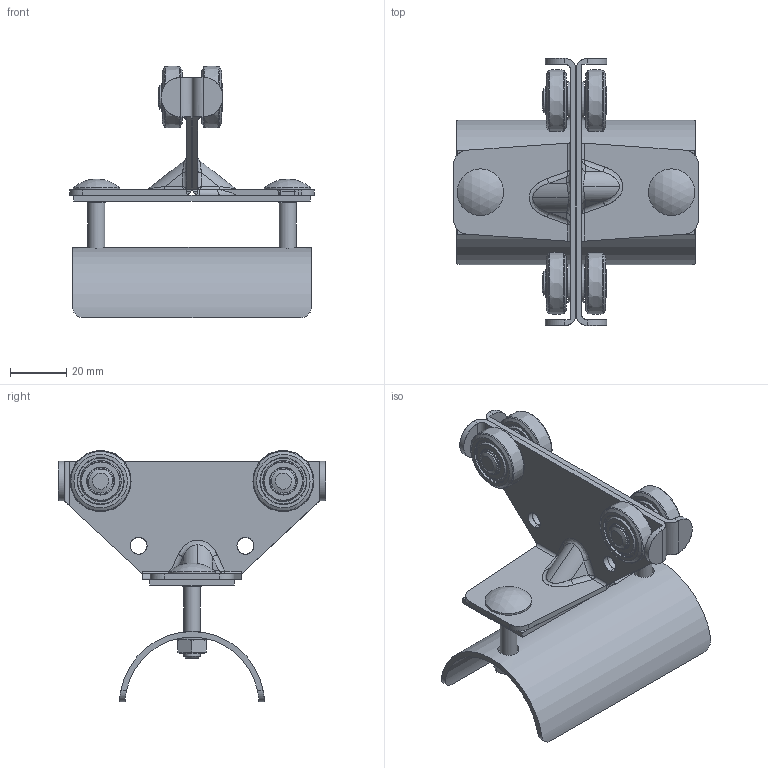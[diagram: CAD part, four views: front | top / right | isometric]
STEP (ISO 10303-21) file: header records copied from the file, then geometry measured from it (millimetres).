
FILE_DESCRIPTION(('STEP AP214'),'1');
FILE_NAME('PMH Kabelvagn 137.stp','2013-08-16T07:23:49',(' '),(' '),'Spatial InterOp 3D',' ',' ');
FILE_SCHEMA(('automotive_design'));
Length unit declared in the file: millimetre
Products named in the file (94): PMH Kabelskena kabelvagn 137; NAUO17; NAUO15; NAUO13; NAUO9; NAUO6; NAUO16; NAUO30; NAUO27; NAUO25; NAUO23; NAUO21; NAUO10; NAUO32; NAUO31; NAUO3; NAUO19
Assembly tree (185 placements, depth 3):
  PMH Kabelskena kabelvagn 137
    NAUO17
    NAUO15  x4
    NAUO13  x2
    NAUO9
    NAUO6  x2
    NAUO16  x4
      NAUO30
      NAUO27
      NAUO27
      NAUO25
      NAUO23
      NAUO21
    NAUO10  x2
      NAUO32
      NAUO31
    NAUO3
      NAUO19  x2
      NAUO19  x2
      NAUO19  x2
      NAUO19  x2
      NAUO19  x2
      NAUO19  x2
      NAUO19  x2
      NAUO19  x2
      NAUO19  x2
      NAUO19  x2
      NAUO19  x2
      NAUO19  x2
      NAUO19  x2
      NAUO19  x2
      NAUO19  x2
      NAUO19  x2
      NAUO19  x2
      NAUO19  x2
      NAUO19  x2
      NAUO19  x2
      NAUO19  x2
      NAUO19  x2
      NAUO19  x2
      NAUO19  x2
      NAUO19  x2
      NAUO19  x2
      NAUO19  x2
      NAUO19  x2
      NAUO19  x2
      NAUO19  x2
      NAUO19  x2
      NAUO19  x2
      NAUO19  x2
      NAUO19  x2
      NAUO19  x2
      NAUO19  x2
      NAUO19  x2
      NAUO19  x2
      NAUO19  x2
      NAUO19  x2
      NAUO19  x2
      NAUO19  x2
      NAUO19  x2
Bounding box: 87 x 95 x 89.48 mm (x, y, z)
Volume: 30289.9 mm3; surface area: 55009.9 mm2
Topology: 62 solids, 216 shells, 618 faces, 1732 edges, 1360 vertices
Faces by surface type: plane 224, cylinder 210, cone 66, torus 52, bspline 36, sphere 30
Full cylindrical faces by diameter (mm): 4.917 x2, 5.98 x2, 6 x6, 6.2 x4, 6.4 x2, 6.5 x2, 7.5 x2, 8.5 x2, 9.9 x16, 11.48 x8, 11.88 x4, 13.5 x4, 14.82 x4, 15.08 x8, 16.4 x8, 16.55 x2, 16.7 x16
Entity records: 16829 total; most frequent: CARTESIAN_POINT 6534, DIRECTION 1232, ORIENTED_EDGE 965, EDGE_CURVE 673, VERTEX_POINT 603, AXIS2_PLACEMENT_3D 549, B_SPLINE_CURVE_WITH_KNOTS 405, EDGE_LOOP 347
